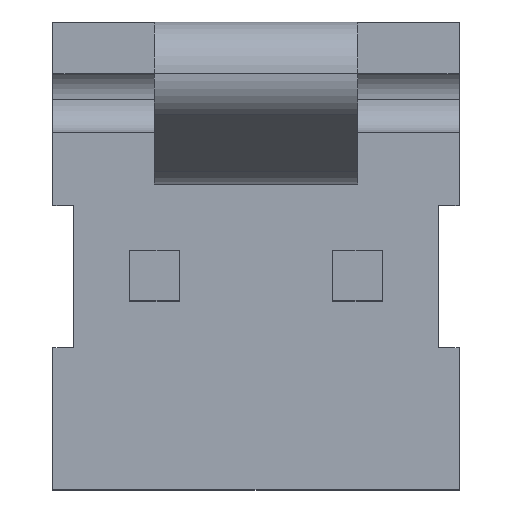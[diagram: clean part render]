
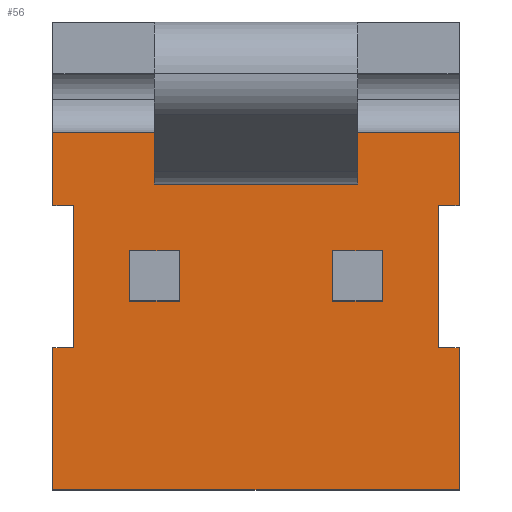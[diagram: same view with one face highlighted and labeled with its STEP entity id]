
A CAD part, top view. The second image highlights one B-rep face of the part: STEP entity #56.
In plain terms, the highlighted planar face has unit normal (0, 0, 1).
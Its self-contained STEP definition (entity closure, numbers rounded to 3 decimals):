
#56=ADVANCED_FACE('',(#122,#123,#124),#125,.T.);
#122=FACE_OUTER_BOUND('',#232,.T.);
#123=FACE_BOUND('',#233,.T.);
#124=FACE_BOUND('',#234,.T.);
#125=PLANE('',#235);
#232=EDGE_LOOP('',(#417,#418,#419,#420,#421,#422,#423,#424,#425,#426,#427,#428));
#233=EDGE_LOOP('',(#429,#430,#431,#432));
#234=EDGE_LOOP('',(#433,#434,#435,#436));
#235=AXIS2_PLACEMENT_3D('',#437,#438,#439);
#417=ORIENTED_EDGE('',*,*,#820,.F.);
#418=ORIENTED_EDGE('',*,*,#821,.F.);
#419=ORIENTED_EDGE('',*,*,#783,.T.);
#420=ORIENTED_EDGE('',*,*,#822,.T.);
#421=ORIENTED_EDGE('',*,*,#823,.F.);
#422=ORIENTED_EDGE('',*,*,#793,.F.);
#423=ORIENTED_EDGE('',*,*,#781,.T.);
#424=ORIENTED_EDGE('',*,*,#824,.T.);
#425=ORIENTED_EDGE('',*,*,#825,.F.);
#426=ORIENTED_EDGE('',*,*,#826,.T.);
#427=ORIENTED_EDGE('',*,*,#827,.F.);
#428=ORIENTED_EDGE('',*,*,#828,.F.);
#429=ORIENTED_EDGE('',*,*,#829,.T.);
#430=ORIENTED_EDGE('',*,*,#830,.F.);
#431=ORIENTED_EDGE('',*,*,#831,.F.);
#432=ORIENTED_EDGE('',*,*,#816,.T.);
#433=ORIENTED_EDGE('',*,*,#832,.T.);
#434=ORIENTED_EDGE('',*,*,#833,.F.);
#435=ORIENTED_EDGE('',*,*,#834,.F.);
#436=ORIENTED_EDGE('',*,*,#835,.T.);
#437=CARTESIAN_POINT('',(-2.54,1.803,0.0));
#438=DIRECTION('',(0.0,0.0,1.0));
#439=DIRECTION('',(1.0,0.0,0.0));
#781=EDGE_CURVE('',#942,#940,#943,.T.);
#783=EDGE_CURVE('',#945,#946,#947,.T.);
#793=EDGE_CURVE('',#942,#963,#964,.T.);
#816=EDGE_CURVE('',#1001,#1005,#1007,.T.);
#820=EDGE_CURVE('',#1013,#1014,#1015,.T.);
#821=EDGE_CURVE('',#945,#1013,#1016,.T.);
#822=EDGE_CURVE('',#946,#1017,#1018,.T.);
#823=EDGE_CURVE('',#963,#1017,#1019,.T.);
#824=EDGE_CURVE('',#940,#1020,#1021,.T.);
#825=EDGE_CURVE('',#1022,#1020,#1023,.T.);
#826=EDGE_CURVE('',#1022,#1024,#1025,.T.);
#827=EDGE_CURVE('',#1026,#1024,#1027,.T.);
#828=EDGE_CURVE('',#1014,#1026,#1028,.T.);
#829=EDGE_CURVE('',#1005,#1029,#1030,.T.);
#830=EDGE_CURVE('',#1031,#1029,#1032,.T.);
#831=EDGE_CURVE('',#1001,#1031,#1033,.T.);
#832=EDGE_CURVE('',#1034,#1035,#1036,.T.);
#833=EDGE_CURVE('',#1037,#1035,#1038,.T.);
#834=EDGE_CURVE('',#1039,#1037,#1040,.T.);
#835=EDGE_CURVE('',#1039,#1034,#1041,.T.);
#940=VERTEX_POINT('',#1185);
#942=VERTEX_POINT('',#1188);
#943=LINE('',#1189,#1190);
#945=VERTEX_POINT('',#1193);
#946=VERTEX_POINT('',#1194);
#947=LINE('',#1195,#1196);
#963=VERTEX_POINT('',#1219);
#964=LINE('',#1220,#1221);
#1001=VERTEX_POINT('',#1277);
#1005=VERTEX_POINT('',#1283);
#1007=LINE('',#1286,#1287);
#1013=VERTEX_POINT('',#1296);
#1014=VERTEX_POINT('',#1297);
#1015=LINE('',#1298,#1299);
#1016=LINE('',#1300,#1301);
#1017=VERTEX_POINT('',#1302);
#1018=LINE('',#1303,#1304);
#1019=LINE('',#1305,#1306);
#1020=VERTEX_POINT('',#1307);
#1021=LINE('',#1308,#1309);
#1022=VERTEX_POINT('',#1310);
#1023=LINE('',#1311,#1312);
#1024=VERTEX_POINT('',#1313);
#1025=LINE('',#1314,#1315);
#1026=VERTEX_POINT('',#1316);
#1027=LINE('',#1317,#1318);
#1028=LINE('',#1319,#1320);
#1029=VERTEX_POINT('',#1321);
#1030=LINE('',#1322,#1323);
#1031=VERTEX_POINT('',#1324);
#1032=LINE('',#1325,#1326);
#1033=LINE('',#1327,#1328);
#1034=VERTEX_POINT('',#1329);
#1035=VERTEX_POINT('',#1330);
#1036=LINE('',#1331,#1332);
#1037=VERTEX_POINT('',#1333);
#1038=LINE('',#1334,#1335);
#1039=VERTEX_POINT('',#1336);
#1040=LINE('',#1337,#1338);
#1041=LINE('',#1339,#1340);
#1185=CARTESIAN_POINT('',(-2.54,-2.667,0.0));
#1188=CARTESIAN_POINT('',(-2.54,-0.889,0.0));
#1189=CARTESIAN_POINT('',(-2.54,-0.889,0.0));
#1190=VECTOR('',#1533,1.778);
#1193=CARTESIAN_POINT('',(-2.54,1.803,0.0));
#1194=CARTESIAN_POINT('',(-2.54,0.889,0.0));
#1195=CARTESIAN_POINT('',(-2.54,1.803,0.0));
#1196=VECTOR('',#1535,0.914);
#1219=CARTESIAN_POINT('',(-2.286,-0.889,0.0));
#1220=CARTESIAN_POINT('',(-2.54,-0.889,0.0));
#1221=VECTOR('',#1549,0.254);
#1277=CARTESIAN_POINT('',(-1.581,-0.311,0.0));
#1283=CARTESIAN_POINT('',(-1.581,0.311,0.0));
#1286=CARTESIAN_POINT('',(-1.581,-0.311,0.0));
#1287=VECTOR('',#1572,0.622);
#1296=CARTESIAN_POINT('',(2.54,1.803,0.0));
#1297=CARTESIAN_POINT('',(2.54,0.889,0.0));
#1298=CARTESIAN_POINT('',(2.54,1.803,0.0));
#1299=VECTOR('',#1576,0.914);
#1300=CARTESIAN_POINT('',(-2.54,1.803,0.0));
#1301=VECTOR('',#1577,5.08);
#1302=CARTESIAN_POINT('',(-2.286,0.889,0.0));
#1303=CARTESIAN_POINT('',(-2.54,0.889,0.0));
#1304=VECTOR('',#1578,0.254);
#1305=CARTESIAN_POINT('',(-2.286,-0.889,0.0));
#1306=VECTOR('',#1579,1.778);
#1307=CARTESIAN_POINT('',(2.54,-2.667,0.0));
#1308=CARTESIAN_POINT('',(-2.54,-2.667,0.0));
#1309=VECTOR('',#1580,5.08);
#1310=CARTESIAN_POINT('',(2.54,-0.889,0.0));
#1311=CARTESIAN_POINT('',(2.54,-0.889,0.0));
#1312=VECTOR('',#1581,1.778);
#1313=CARTESIAN_POINT('',(2.286,-0.889,0.0));
#1314=CARTESIAN_POINT('',(2.54,-0.889,0.0));
#1315=VECTOR('',#1582,0.254);
#1316=CARTESIAN_POINT('',(2.286,0.889,0.0));
#1317=CARTESIAN_POINT('',(2.286,0.889,0.0));
#1318=VECTOR('',#1583,1.778);
#1319=CARTESIAN_POINT('',(2.54,0.889,0.0));
#1320=VECTOR('',#1584,0.254);
#1321=CARTESIAN_POINT('',(-0.959,0.311,0.0));
#1322=CARTESIAN_POINT('',(-1.581,0.311,0.0));
#1323=VECTOR('',#1585,0.622);
#1324=CARTESIAN_POINT('',(-0.959,-0.311,0.0));
#1325=CARTESIAN_POINT('',(-0.959,-0.311,0.0));
#1326=VECTOR('',#1586,0.622);
#1327=CARTESIAN_POINT('',(-1.581,-0.311,0.0));
#1328=VECTOR('',#1587,0.622);
#1329=CARTESIAN_POINT('',(0.959,0.311,0.0));
#1330=CARTESIAN_POINT('',(1.581,0.311,0.0));
#1331=CARTESIAN_POINT('',(0.959,0.311,0.0));
#1332=VECTOR('',#1588,0.622);
#1333=CARTESIAN_POINT('',(1.581,-0.311,0.0));
#1334=CARTESIAN_POINT('',(1.581,-0.311,0.0));
#1335=VECTOR('',#1589,0.622);
#1336=CARTESIAN_POINT('',(0.959,-0.311,0.0));
#1337=CARTESIAN_POINT('',(0.959,-0.311,0.0));
#1338=VECTOR('',#1590,0.622);
#1339=CARTESIAN_POINT('',(0.959,-0.311,0.0));
#1340=VECTOR('',#1591,0.622);
#1533=DIRECTION('',(0.0,-1.0,0.0));
#1535=DIRECTION('',(0.0,-1.0,0.0));
#1549=DIRECTION('',(1.0,0.0,0.0));
#1572=DIRECTION('',(0.0,1.0,0.0));
#1576=DIRECTION('',(0.0,-1.0,0.0));
#1577=DIRECTION('',(1.0,0.0,0.0));
#1578=DIRECTION('',(1.0,0.0,0.0));
#1579=DIRECTION('',(0.0,1.0,0.0));
#1580=DIRECTION('',(1.0,0.0,0.0));
#1581=DIRECTION('',(0.0,-1.0,0.0));
#1582=DIRECTION('',(-1.0,0.0,0.0));
#1583=DIRECTION('',(0.0,-1.0,0.0));
#1584=DIRECTION('',(-1.0,0.0,0.0));
#1585=DIRECTION('',(1.0,0.0,0.0));
#1586=DIRECTION('',(0.0,1.0,0.0));
#1587=DIRECTION('',(1.0,0.0,0.0));
#1588=DIRECTION('',(1.0,0.0,0.0));
#1589=DIRECTION('',(0.0,1.0,0.0));
#1590=DIRECTION('',(1.0,0.0,0.0));
#1591=DIRECTION('',(0.0,1.0,0.0));
